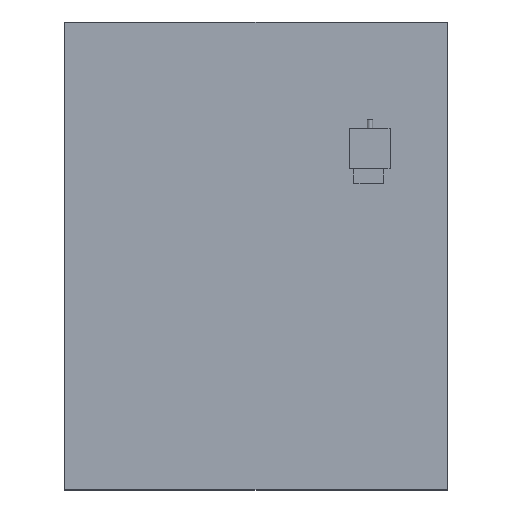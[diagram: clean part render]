
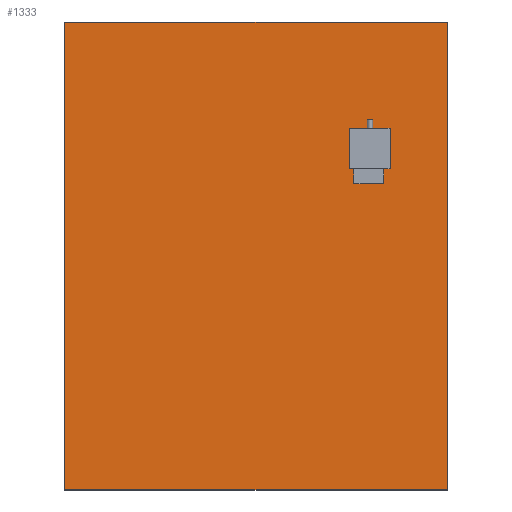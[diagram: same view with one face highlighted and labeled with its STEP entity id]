
A CAD part, top view. The second image highlights one B-rep face of the part: STEP entity #1333.
In plain terms, the highlighted planar face has unit normal (0, 0, 1).
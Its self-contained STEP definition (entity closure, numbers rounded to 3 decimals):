
#1019 = VERTEX_POINT('',#1020);
#1020 = CARTESIAN_POINT('',(0.,0.,10.));
#1027 = PLANE('',#1028);
#1028 = AXIS2_PLACEMENT_3D('',#1029,#1030,#1031);
#1029 = CARTESIAN_POINT('',(0.,0.,0.));
#1030 = DIRECTION('',(1.,0.,-0.));
#1031 = DIRECTION('',(0.,0.,1.));
#1039 = PLANE('',#1040);
#1040 = AXIS2_PLACEMENT_3D('',#1041,#1042,#1043);
#1041 = CARTESIAN_POINT('',(0.,0.,0.));
#1042 = DIRECTION('',(-0.,1.,0.));
#1043 = DIRECTION('',(0.,0.,1.));
#1080 = VERTEX_POINT('',#1081);
#1081 = CARTESIAN_POINT('',(0.,1100.,10.));
#1095 = PLANE('',#1096);
#1096 = AXIS2_PLACEMENT_3D('',#1097,#1098,#1099);
#1097 = CARTESIAN_POINT('',(0.,1100.,0.));
#1098 = DIRECTION('',(-0.,1.,0.));
#1099 = DIRECTION('',(0.,0.,1.));
#1107 = EDGE_CURVE('',#1019,#1080,#1108,.T.);
#1108 = SURFACE_CURVE('',#1109,(#1113,#1120),.PCURVE_S1.);
#1109 = LINE('',#1110,#1111);
#1110 = CARTESIAN_POINT('',(0.,0.,10.));
#1111 = VECTOR('',#1112,1.);
#1112 = DIRECTION('',(-0.,1.,0.));
#1113 = PCURVE('',#1027,#1114);
#1114 = DEFINITIONAL_REPRESENTATION('',(#1115),#1119);
#1115 = LINE('',#1116,#1117);
#1116 = CARTESIAN_POINT('',(10.,0.));
#1117 = VECTOR('',#1118,1.);
#1118 = DIRECTION('',(0.,-1.));
#1119 = ( GEOMETRIC_REPRESENTATION_CONTEXT(2) 
PARAMETRIC_REPRESENTATION_CONTEXT() REPRESENTATION_CONTEXT('2D SPACE',''
  ) );
#1120 = PCURVE('',#1121,#1126);
#1121 = PLANE('',#1122);
#1122 = AXIS2_PLACEMENT_3D('',#1123,#1124,#1125);
#1123 = CARTESIAN_POINT('',(0.,0.,10.));
#1124 = DIRECTION('',(0.,0.,1.));
#1125 = DIRECTION('',(1.,0.,-0.));
#1126 = DEFINITIONAL_REPRESENTATION('',(#1127),#1131);
#1127 = LINE('',#1128,#1129);
#1128 = CARTESIAN_POINT('',(0.,0.));
#1129 = VECTOR('',#1130,1.);
#1130 = DIRECTION('',(0.,1.));
#1131 = ( GEOMETRIC_REPRESENTATION_CONTEXT(2) 
PARAMETRIC_REPRESENTATION_CONTEXT() REPRESENTATION_CONTEXT('2D SPACE',''
  ) );
#1139 = VERTEX_POINT('',#1140);
#1140 = CARTESIAN_POINT('',(900.,0.,10.));
#1147 = PLANE('',#1148);
#1148 = AXIS2_PLACEMENT_3D('',#1149,#1150,#1151);
#1149 = CARTESIAN_POINT('',(900.,0.,0.));
#1150 = DIRECTION('',(1.,0.,-0.));
#1151 = DIRECTION('',(0.,0.,1.));
#1190 = VERTEX_POINT('',#1191);
#1191 = CARTESIAN_POINT('',(900.,1100.,10.));
#1212 = EDGE_CURVE('',#1139,#1190,#1213,.T.);
#1213 = SURFACE_CURVE('',#1214,(#1218,#1225),.PCURVE_S1.);
#1214 = LINE('',#1215,#1216);
#1215 = CARTESIAN_POINT('',(900.,0.,10.));
#1216 = VECTOR('',#1217,1.);
#1217 = DIRECTION('',(-0.,1.,0.));
#1218 = PCURVE('',#1147,#1219);
#1219 = DEFINITIONAL_REPRESENTATION('',(#1220),#1224);
#1220 = LINE('',#1221,#1222);
#1221 = CARTESIAN_POINT('',(10.,0.));
#1222 = VECTOR('',#1223,1.);
#1223 = DIRECTION('',(0.,-1.));
#1224 = ( GEOMETRIC_REPRESENTATION_CONTEXT(2) 
PARAMETRIC_REPRESENTATION_CONTEXT() REPRESENTATION_CONTEXT('2D SPACE',''
  ) );
#1225 = PCURVE('',#1121,#1226);
#1226 = DEFINITIONAL_REPRESENTATION('',(#1227),#1231);
#1227 = LINE('',#1228,#1229);
#1228 = CARTESIAN_POINT('',(900.,0.));
#1229 = VECTOR('',#1230,1.);
#1230 = DIRECTION('',(0.,1.));
#1231 = ( GEOMETRIC_REPRESENTATION_CONTEXT(2) 
PARAMETRIC_REPRESENTATION_CONTEXT() REPRESENTATION_CONTEXT('2D SPACE',''
  ) );
#1258 = EDGE_CURVE('',#1019,#1139,#1259,.T.);
#1259 = SURFACE_CURVE('',#1260,(#1264,#1271),.PCURVE_S1.);
#1260 = LINE('',#1261,#1262);
#1261 = CARTESIAN_POINT('',(0.,0.,10.));
#1262 = VECTOR('',#1263,1.);
#1263 = DIRECTION('',(1.,0.,-0.));
#1264 = PCURVE('',#1039,#1265);
#1265 = DEFINITIONAL_REPRESENTATION('',(#1266),#1270);
#1266 = LINE('',#1267,#1268);
#1267 = CARTESIAN_POINT('',(10.,0.));
#1268 = VECTOR('',#1269,1.);
#1269 = DIRECTION('',(0.,1.));
#1270 = ( GEOMETRIC_REPRESENTATION_CONTEXT(2) 
PARAMETRIC_REPRESENTATION_CONTEXT() REPRESENTATION_CONTEXT('2D SPACE',''
  ) );
#1271 = PCURVE('',#1121,#1272);
#1272 = DEFINITIONAL_REPRESENTATION('',(#1273),#1277);
#1273 = LINE('',#1274,#1275);
#1274 = CARTESIAN_POINT('',(0.,0.));
#1275 = VECTOR('',#1276,1.);
#1276 = DIRECTION('',(1.,0.));
#1277 = ( GEOMETRIC_REPRESENTATION_CONTEXT(2) 
PARAMETRIC_REPRESENTATION_CONTEXT() REPRESENTATION_CONTEXT('2D SPACE',''
  ) );
#1305 = EDGE_CURVE('',#1080,#1190,#1306,.T.);
#1306 = SURFACE_CURVE('',#1307,(#1311,#1318),.PCURVE_S1.);
#1307 = LINE('',#1308,#1309);
#1308 = CARTESIAN_POINT('',(0.,1100.,10.));
#1309 = VECTOR('',#1310,1.);
#1310 = DIRECTION('',(1.,0.,-0.));
#1311 = PCURVE('',#1095,#1312);
#1312 = DEFINITIONAL_REPRESENTATION('',(#1313),#1317);
#1313 = LINE('',#1314,#1315);
#1314 = CARTESIAN_POINT('',(10.,0.));
#1315 = VECTOR('',#1316,1.);
#1316 = DIRECTION('',(0.,1.));
#1317 = ( GEOMETRIC_REPRESENTATION_CONTEXT(2) 
PARAMETRIC_REPRESENTATION_CONTEXT() REPRESENTATION_CONTEXT('2D SPACE',''
  ) );
#1318 = PCURVE('',#1121,#1319);
#1319 = DEFINITIONAL_REPRESENTATION('',(#1320),#1324);
#1320 = LINE('',#1321,#1322);
#1321 = CARTESIAN_POINT('',(0.,1100.));
#1322 = VECTOR('',#1323,1.);
#1323 = DIRECTION('',(1.,0.));
#1324 = ( GEOMETRIC_REPRESENTATION_CONTEXT(2) 
PARAMETRIC_REPRESENTATION_CONTEXT() REPRESENTATION_CONTEXT('2D SPACE',''
  ) );
#1333 = ADVANCED_FACE('',(#1334),#1121,.T.);
#1334 = FACE_BOUND('',#1335,.T.);
#1335 = EDGE_LOOP('',(#1336,#1337,#1338,#1339));
#1336 = ORIENTED_EDGE('',*,*,#1107,.F.);
#1337 = ORIENTED_EDGE('',*,*,#1258,.T.);
#1338 = ORIENTED_EDGE('',*,*,#1212,.T.);
#1339 = ORIENTED_EDGE('',*,*,#1305,.F.);
